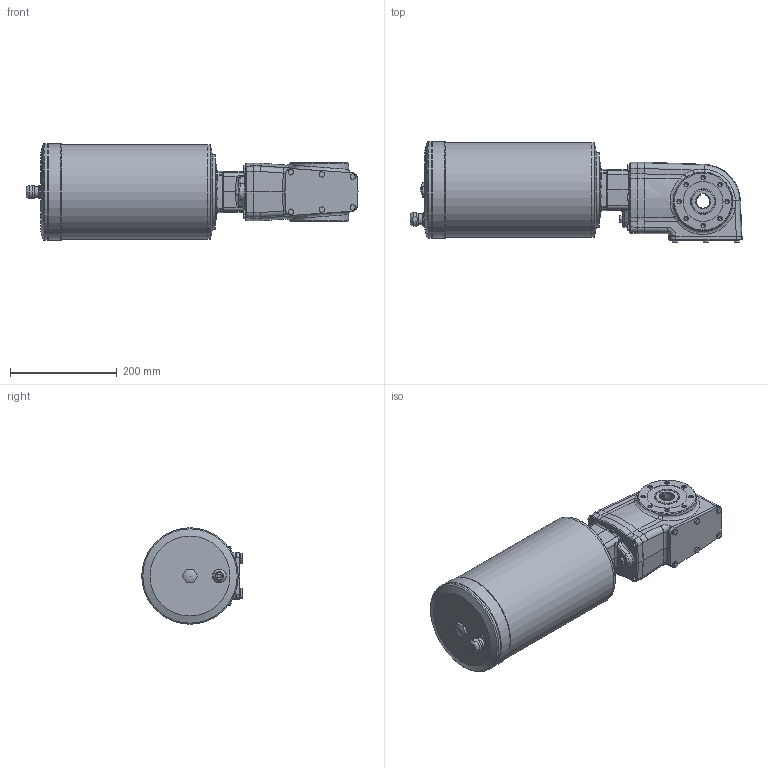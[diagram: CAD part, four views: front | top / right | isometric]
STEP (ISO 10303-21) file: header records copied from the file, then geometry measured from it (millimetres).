
FILE_DESCRIPTION( ( 'Unknown' ), '1' );
FILE_NAME( '8B4566AA8C8E8AACBFD56CE69C879D7.3d.stp', 'Unknown', ( 'Unknown' ), ( 'Unknown' ), 'PSStep 10.1', 'Unknown', ' ' );
FILE_SCHEMA( ( 'AUTOMOTIVE_DESIGN { 1 0 10303 214 1 1 1 1 }' ) );
Length unit declared in the file: millimetre
Products named in the file (1): X42N
Bounding box: 623 x 188.5 x 181 mm (x, y, z)
Volume: 10960547.1 mm3; surface area: 399712.2 mm2
Topology: 1 solids, 7 shells, 779 faces, 1834 edges, 1131 vertices
Faces by surface type: plane 265, cylinder 180, cone 165, bspline 105, torus 55, revolution 4, extrusion 4, sphere 1
Full cylindrical faces by diameter (mm): 6.647 x40, 7 x1, 8 x4, 8.9 x12, 9 x8, 13 x4, 13.4 x1, 14 x4, 16.662 x1, 18 x1, 20 x1, 24 x1, 30 x1, 47 x1, 47.5 x2, 75 x2, 85 x1, 95 x2, 140 x1, 177.98 x1, 178 x2, 180.98 x2, 181 x3
Entity records: 38562 total; most frequent: CARTESIAN_POINT 16674, ORIENTED_EDGE 3078, DIRECTION 3050, EDGE_CURVE 1539, AXIS2_PLACEMENT_3D 1270, VERTEX_POINT 1053, EDGE_LOOP 1052, FACE_OUTER_BOUND 915
